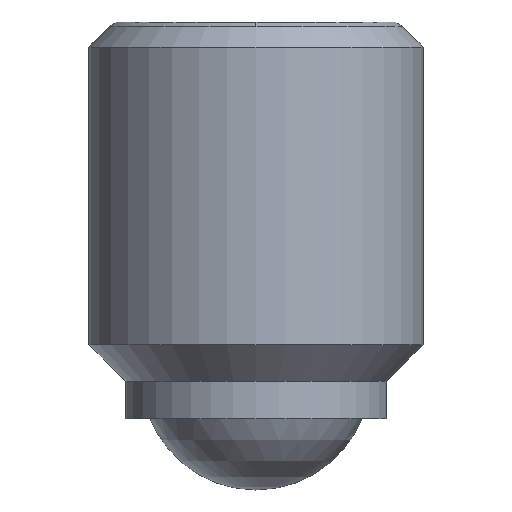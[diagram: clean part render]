
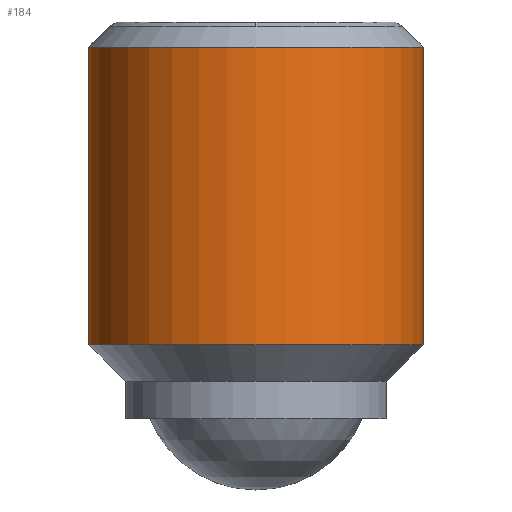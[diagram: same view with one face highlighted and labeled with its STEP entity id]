
A CAD part, front view. The second image highlights one B-rep face of the part: STEP entity #184.
In plain terms, the highlighted cylindrical face has radius 4 mm (diameter 8 mm), a partial arc.
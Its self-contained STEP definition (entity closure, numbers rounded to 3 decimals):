
#140=EDGE_CURVE('',#304,#186,#358,.T.);
#184=ADVANCED_FACE('',(#408),#409,.T.);
#186=VERTEX_POINT('',#411);
#212=VERTEX_POINT('',#439);
#214=VERTEX_POINT('',#441);
#260=EDGE_CURVE('',#212,#304,#494,.T.);
#278=EDGE_CURVE('',#212,#214,#512,.T.);
#304=VERTEX_POINT('',#540);
#308=EDGE_CURVE('',#186,#214,#544,.T.);
#358=CIRCLE('',#593,4.0);
#408=FACE_OUTER_BOUND('',#674,.T.);
#409=CYLINDRICAL_SURFACE('',#675,4.0);
#411=CARTESIAN_POINT('',(4.,0.,-0.6));
#439=CARTESIAN_POINT('',(-4.,0.,-7.725));
#441=CARTESIAN_POINT('',(4.,0.,-7.725));
#494=LINE('',#822,#823);
#512=CIRCLE('',#847,4.0);
#540=CARTESIAN_POINT('',(-4.,0.,-0.6));
#544=LINE('',#893,#894);
#593=AXIS2_PLACEMENT_3D('',#939,#940,#941);
#674=EDGE_LOOP('',(#1012,#1013,#1014,#1015));
#675=AXIS2_PLACEMENT_3D('',#1016,#1017,#1018);
#822=CARTESIAN_POINT('',(-4.,0.,-4.163));
#823=VECTOR('',#1102,1.0);
#847=AXIS2_PLACEMENT_3D('',#1107,#1108,#1109);
#893=CARTESIAN_POINT('',(4.,0.,-4.163));
#894=VECTOR('',#1136,1.0);
#939=CARTESIAN_POINT('',(0.,0.,-0.6));
#940=DIRECTION('',(0.0,0.0,1.0));
#941=DIRECTION('',(-1.0,0.,0.0));
#1012=ORIENTED_EDGE('',*,*,#260,.F.);
#1013=ORIENTED_EDGE('',*,*,#278,.T.);
#1014=ORIENTED_EDGE('',*,*,#308,.F.);
#1015=ORIENTED_EDGE('',*,*,#140,.F.);
#1016=CARTESIAN_POINT('',(0.,0.,-4.163));
#1017=DIRECTION('',(-0.0,-0.0,-1.0));
#1018=DIRECTION('',(-1.0,0.,0.0));
#1102=DIRECTION('',(0.0,0.0,1.0));
#1107=CARTESIAN_POINT('',(0.,0.,-7.725));
#1108=DIRECTION('',(0.0,0.0,1.0));
#1109=DIRECTION('',(-1.0,0.,0.0));
#1136=DIRECTION('',(-0.0,-0.0,-1.0));
